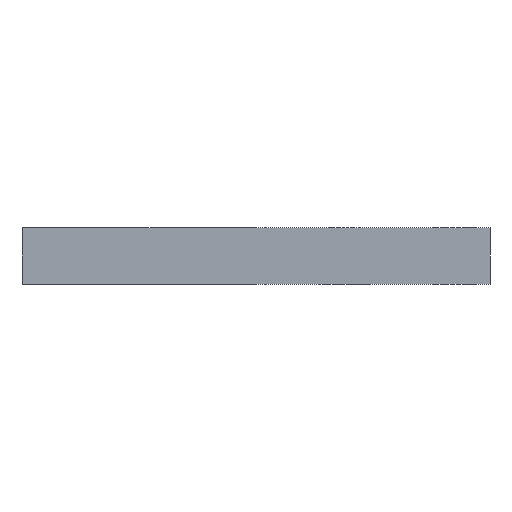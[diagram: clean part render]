
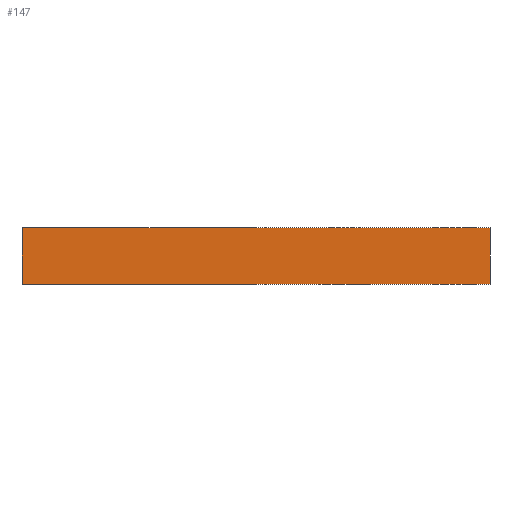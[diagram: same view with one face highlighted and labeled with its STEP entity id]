
A CAD part, front view. The second image highlights one B-rep face of the part: STEP entity #147.
In plain terms, the highlighted planar face has unit normal (0, -1, 0).
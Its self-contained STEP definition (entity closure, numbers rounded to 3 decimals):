
#41 = CARTESIAN_POINT ( 'NONE',  ( 50., -70., 12. ) ) ;
#57 = EDGE_CURVE ( 'NONE', #1288, #1177, #350, .T. ) ;
#119 = DIRECTION ( 'NONE',  ( 0., 0., -1. ) ) ;
#147 = ADVANCED_FACE ( 'NONE', ( #598 ), #353, .F. ) ;
#179 = CARTESIAN_POINT ( 'NONE',  ( -50., -70., 12. ) ) ;
#211 = ORIENTED_EDGE ( 'NONE', *, *, #414, .F. ) ;
#244 = CARTESIAN_POINT ( 'NONE',  ( -50., -70., 12. ) ) ;
#264 = VERTEX_POINT ( 'NONE', #325 ) ;
#302 = CARTESIAN_POINT ( 'NONE',  ( 50., -70., 12. ) ) ;
#309 = VECTOR ( 'NONE', #119, 1000. ) ;
#325 = CARTESIAN_POINT ( 'NONE',  ( -50., -70., 0. ) ) ;
#331 = DIRECTION ( 'NONE',  ( 1., 0., 0. ) ) ;
#350 = LINE ( 'NONE', #302, #1332 ) ;
#353 = PLANE ( 'NONE',  #775 ) ;
#414 = EDGE_CURVE ( 'NONE', #1016, #1288, #537, .T. ) ;
#497 = DIRECTION ( 'NONE',  ( 0., 0., 1. ) ) ;
#537 = LINE ( 'NONE', #1045, #1493 ) ;
#571 = ORIENTED_EDGE ( 'NONE', *, *, #636, .T. ) ;
#598 = FACE_OUTER_BOUND ( 'NONE', #957, .T. ) ;
#603 = CARTESIAN_POINT ( 'NONE',  ( 50., -70., 0. ) ) ;
#636 = EDGE_CURVE ( 'NONE', #1016, #264, #1582, .T. ) ;
#775 = AXIS2_PLACEMENT_3D ( 'NONE', #179, #838, #497 ) ;
#780 = CARTESIAN_POINT ( 'NONE',  ( -50., -70., 0. ) ) ;
#820 = LINE ( 'NONE', #780, #1488 ) ;
#828 = ORIENTED_EDGE ( 'NONE', *, *, #57, .F. ) ;
#838 = DIRECTION ( 'NONE',  ( 0., 1., 0. ) ) ;
#877 = ORIENTED_EDGE ( 'NONE', *, *, #1423, .T. ) ;
#957 = EDGE_LOOP ( 'NONE', ( #877, #828, #211, #571 ) ) ;
#1016 = VERTEX_POINT ( 'NONE', #1502 ) ;
#1045 = CARTESIAN_POINT ( 'NONE',  ( -50., -70., 12. ) ) ;
#1071 = DIRECTION ( 'NONE',  ( 0., 0., -1. ) ) ;
#1177 = VERTEX_POINT ( 'NONE', #603 ) ;
#1252 = DIRECTION ( 'NONE',  ( 1., 0., 0. ) ) ;
#1288 = VERTEX_POINT ( 'NONE', #41 ) ;
#1332 = VECTOR ( 'NONE', #1071, 1000. ) ;
#1423 = EDGE_CURVE ( 'NONE', #264, #1177, #820, .T. ) ;
#1488 = VECTOR ( 'NONE', #331, 1000. ) ;
#1493 = VECTOR ( 'NONE', #1252, 1000. ) ;
#1502 = CARTESIAN_POINT ( 'NONE',  ( -50., -70., 12. ) ) ;
#1582 = LINE ( 'NONE', #244, #309 ) ;
